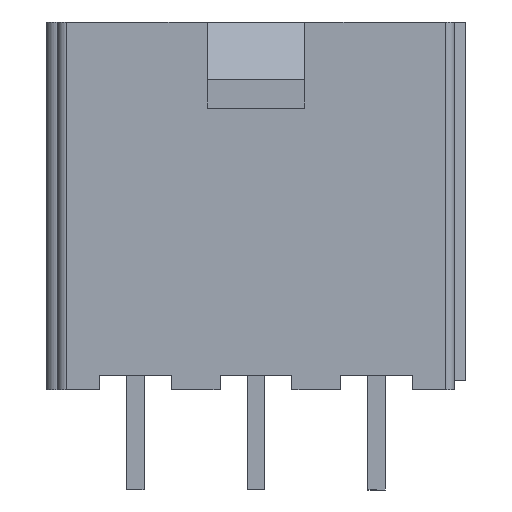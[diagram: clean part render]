
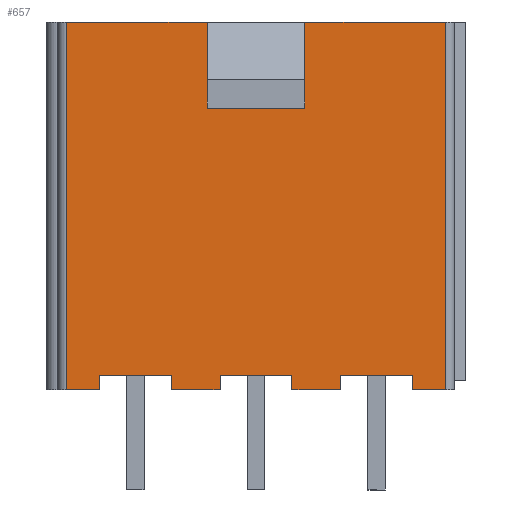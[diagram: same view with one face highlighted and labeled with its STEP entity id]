
A CAD part, front view. The second image highlights one B-rep face of the part: STEP entity #657.
In plain terms, the highlighted planar face has unit normal (0, -1, 0).
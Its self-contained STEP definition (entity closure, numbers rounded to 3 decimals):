
#256=CARTESIAN_POINT('',(6.6,-4.6,12.8));
#257=VERTEX_POINT('',#256);
#265=CARTESIAN_POINT('',(6.6,-4.6,0.));
#266=VERTEX_POINT('',#265);
#267=CARTESIAN_POINT('',(6.6,-4.6,12.8));
#268=DIRECTION('',(0.0,0.0,-1.0));
#269=VECTOR('',#268,12.8);
#270=LINE('',#267,#269);
#271=EDGE_CURVE('',#257,#266,#270,.T.);
#289=CARTESIAN_POINT('',(-1.25,-4.6,0.));
#290=VERTEX_POINT('',#289);
#291=CARTESIAN_POINT('',(-2.95,-4.6,0.));
#292=VERTEX_POINT('',#291);
#293=CARTESIAN_POINT('',(-1.25,-4.6,0.));
#294=DIRECTION('',(-1.0,0.0,0.0));
#295=VECTOR('',#294,1.7);
#296=LINE('',#293,#295);
#297=EDGE_CURVE('',#290,#292,#296,.T.);
#329=CARTESIAN_POINT('',(2.95,-4.6,0.));
#330=VERTEX_POINT('',#329);
#331=CARTESIAN_POINT('',(1.25,-4.6,0.));
#332=VERTEX_POINT('',#331);
#333=CARTESIAN_POINT('',(2.95,-4.6,0.));
#334=DIRECTION('',(-1.0,0.0,0.0));
#335=VECTOR('',#334,1.7);
#336=LINE('',#333,#335);
#337=EDGE_CURVE('',#330,#332,#336,.T.);
#369=CARTESIAN_POINT('',(5.45,-4.6,0.));
#370=VERTEX_POINT('',#369);
#371=CARTESIAN_POINT('',(6.6,-4.6,0.));
#372=DIRECTION('',(-1.0,0.0,0.0));
#373=VECTOR('',#372,1.15);
#374=LINE('',#371,#373);
#375=EDGE_CURVE('',#266,#370,#374,.T.);
#419=CARTESIAN_POINT('',(-5.45,-4.6,0.));
#420=VERTEX_POINT('',#419);
#427=CARTESIAN_POINT('',(-6.6,-4.6,0.));
#428=VERTEX_POINT('',#427);
#429=CARTESIAN_POINT('',(-5.45,-4.6,0.));
#430=DIRECTION('',(-1.0,0.0,0.0));
#431=VECTOR('',#430,1.15);
#432=LINE('',#429,#431);
#433=EDGE_CURVE('',#420,#428,#432,.T.);
#522=CARTESIAN_POINT('',(-1.25,-4.6,0.5));
#523=VERTEX_POINT('',#522);
#530=CARTESIAN_POINT('',(-1.25,-4.6,0.));
#531=DIRECTION('',(0.0,0.0,1.0));
#532=VECTOR('',#531,0.5);
#533=LINE('',#530,#532);
#534=EDGE_CURVE('',#290,#523,#533,.T.);
#540=CARTESIAN_POINT('',(7.26,-4.6,-0.64));
#541=DIRECTION('',(0.0,-1.0,0.0));
#542=DIRECTION('',(1.0,0.0,0.0));
#543=AXIS2_PLACEMENT_3D('',#540,#541,#542);
#544=PLANE('',#543);
#545=CARTESIAN_POINT('',(1.7,-4.6,12.8));
#546=VERTEX_POINT('',#545);
#547=CARTESIAN_POINT('',(6.6,-4.6,12.8));
#548=DIRECTION('',(-1.0,0.0,0.0));
#549=VECTOR('',#548,4.9);
#550=LINE('',#547,#549);
#551=EDGE_CURVE('',#257,#546,#550,.T.);
#552=ORIENTED_EDGE('',*,*,#551,.T.);
#553=CARTESIAN_POINT('',(1.7,-4.6,9.8));
#554=VERTEX_POINT('',#553);
#555=CARTESIAN_POINT('',(1.7,-4.6,12.8));
#556=DIRECTION('',(0.0,0.0,-1.0));
#557=VECTOR('',#556,3.0);
#558=LINE('',#555,#557);
#559=EDGE_CURVE('',#546,#554,#558,.T.);
#560=ORIENTED_EDGE('',*,*,#559,.T.);
#561=CARTESIAN_POINT('',(-1.7,-4.6,9.8));
#562=VERTEX_POINT('',#561);
#563=CARTESIAN_POINT('',(1.7,-4.6,9.8));
#564=DIRECTION('',(-1.0,0.0,0.0));
#565=VECTOR('',#564,3.4);
#566=LINE('',#563,#565);
#567=EDGE_CURVE('',#554,#562,#566,.T.);
#568=ORIENTED_EDGE('',*,*,#567,.T.);
#569=CARTESIAN_POINT('',(-1.7,-4.6,12.8));
#570=VERTEX_POINT('',#569);
#571=CARTESIAN_POINT('',(-1.7,-4.6,12.8));
#572=DIRECTION('',(0.0,0.0,-1.0));
#573=VECTOR('',#572,3.0);
#574=LINE('',#571,#573);
#575=EDGE_CURVE('',#570,#562,#574,.T.);
#576=ORIENTED_EDGE('',*,*,#575,.F.);
#577=CARTESIAN_POINT('',(-6.6,-4.6,12.8));
#578=VERTEX_POINT('',#577);
#579=CARTESIAN_POINT('',(-1.7,-4.6,12.8));
#580=DIRECTION('',(-1.0,0.0,0.0));
#581=VECTOR('',#580,4.9);
#582=LINE('',#579,#581);
#583=EDGE_CURVE('',#570,#578,#582,.T.);
#584=ORIENTED_EDGE('',*,*,#583,.T.);
#585=CARTESIAN_POINT('',(-6.6,-4.6,0.));
#586=DIRECTION('',(0.0,0.0,1.0));
#587=VECTOR('',#586,12.8);
#588=LINE('',#585,#587);
#589=EDGE_CURVE('',#428,#578,#588,.T.);
#590=ORIENTED_EDGE('',*,*,#589,.F.);
#591=ORIENTED_EDGE('',*,*,#433,.F.);
#592=CARTESIAN_POINT('',(-5.45,-4.6,0.5));
#593=VERTEX_POINT('',#592);
#594=CARTESIAN_POINT('',(-5.45,-4.6,0.));
#595=DIRECTION('',(0.0,0.0,1.0));
#596=VECTOR('',#595,0.5);
#597=LINE('',#594,#596);
#598=EDGE_CURVE('',#420,#593,#597,.T.);
#599=ORIENTED_EDGE('',*,*,#598,.T.);
#600=CARTESIAN_POINT('',(-2.95,-4.6,0.5));
#601=VERTEX_POINT('',#600);
#602=CARTESIAN_POINT('',(-5.45,-4.6,0.5));
#603=DIRECTION('',(1.0,0.0,0.0));
#604=VECTOR('',#603,2.5);
#605=LINE('',#602,#604);
#606=EDGE_CURVE('',#593,#601,#605,.T.);
#607=ORIENTED_EDGE('',*,*,#606,.T.);
#608=CARTESIAN_POINT('',(-2.95,-4.6,0.));
#609=DIRECTION('',(0.0,0.0,1.0));
#610=VECTOR('',#609,0.5);
#611=LINE('',#608,#610);
#612=EDGE_CURVE('',#292,#601,#611,.T.);
#613=ORIENTED_EDGE('',*,*,#612,.F.);
#614=ORIENTED_EDGE('',*,*,#297,.F.);
#615=ORIENTED_EDGE('',*,*,#534,.T.);
#616=CARTESIAN_POINT('',(1.25,-4.6,0.5));
#617=VERTEX_POINT('',#616);
#618=CARTESIAN_POINT('',(-1.25,-4.6,0.5));
#619=DIRECTION('',(1.0,0.0,0.0));
#620=VECTOR('',#619,2.5);
#621=LINE('',#618,#620);
#622=EDGE_CURVE('',#523,#617,#621,.T.);
#623=ORIENTED_EDGE('',*,*,#622,.T.);
#624=CARTESIAN_POINT('',(1.25,-4.6,0.));
#625=DIRECTION('',(0.0,0.0,1.0));
#626=VECTOR('',#625,0.5);
#627=LINE('',#624,#626);
#628=EDGE_CURVE('',#332,#617,#627,.T.);
#629=ORIENTED_EDGE('',*,*,#628,.F.);
#630=ORIENTED_EDGE('',*,*,#337,.F.);
#631=CARTESIAN_POINT('',(2.95,-4.6,0.5));
#632=VERTEX_POINT('',#631);
#633=CARTESIAN_POINT('',(2.95,-4.6,0.));
#634=DIRECTION('',(0.0,0.0,1.0));
#635=VECTOR('',#634,0.5);
#636=LINE('',#633,#635);
#637=EDGE_CURVE('',#330,#632,#636,.T.);
#638=ORIENTED_EDGE('',*,*,#637,.T.);
#639=CARTESIAN_POINT('',(5.45,-4.6,0.5));
#640=VERTEX_POINT('',#639);
#641=CARTESIAN_POINT('',(2.95,-4.6,0.5));
#642=DIRECTION('',(1.0,0.0,0.0));
#643=VECTOR('',#642,2.5);
#644=LINE('',#641,#643);
#645=EDGE_CURVE('',#632,#640,#644,.T.);
#646=ORIENTED_EDGE('',*,*,#645,.T.);
#647=CARTESIAN_POINT('',(5.45,-4.6,0.));
#648=DIRECTION('',(0.0,0.0,1.0));
#649=VECTOR('',#648,0.5);
#650=LINE('',#647,#649);
#651=EDGE_CURVE('',#370,#640,#650,.T.);
#652=ORIENTED_EDGE('',*,*,#651,.F.);
#653=ORIENTED_EDGE('',*,*,#375,.F.);
#654=ORIENTED_EDGE('',*,*,#271,.F.);
#655=EDGE_LOOP('',(#552,#560,#568,#576,#584,#590,#591,#599,#607,#613,#614,#615,#623,#629,#630,#638,#646,#652,#653,#654));
#656=FACE_OUTER_BOUND('',#655,.T.);
#657=ADVANCED_FACE('',(#656),#544,.T.);
